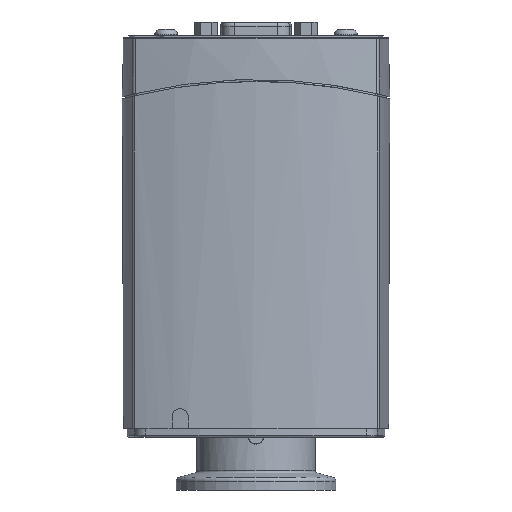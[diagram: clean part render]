
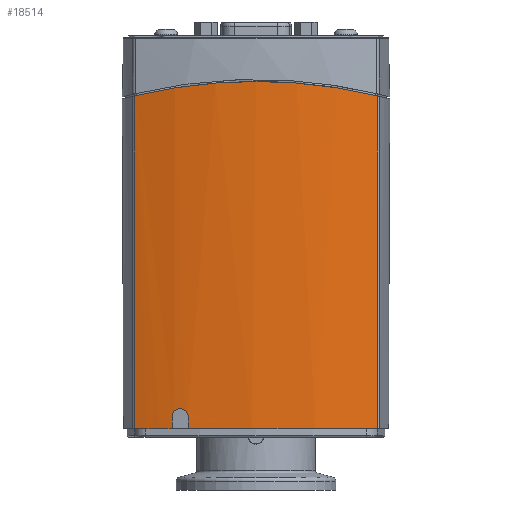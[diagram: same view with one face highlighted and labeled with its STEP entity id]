
A CAD part, front view. The second image highlights one B-rep face of the part: STEP entity #18514.
In plain terms, the highlighted cylindrical face has radius 100 mm (diameter 200 mm), a partial arc.
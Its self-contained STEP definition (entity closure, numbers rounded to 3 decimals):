
#2439=FACE_OUTER_BOUND('',#3367,.T.);
#3367=EDGE_LOOP('',(#14709,#14710,#14711,#14712,#14713,#14714,#14715,#14716,
#14717));
#3740=B_SPLINE_CURVE_WITH_KNOTS('',3,(#29822,#29823,#29824,#29825,#29826,
#29827,#29828,#29829,#29830,#29831,#29832,#29833,#29834,#29835,#29836,#29837,
#29838,#29839),.UNSPECIFIED.,.F.,.F.,(4,2,2,2,2,2,2,2,4),(0.,0.075,
0.151,0.227,0.304,0.381,
0.457,0.533,0.608),.UNSPECIFIED.);
#3741=B_SPLINE_CURVE_WITH_KNOTS('',3,(#29844,#29845,#29846,#29847,#29848,
#29849),.UNSPECIFIED.,.F.,.F.,(4,2,4),(3.287,4.714,
6.285),.UNSPECIFIED.);
#3742=B_SPLINE_CURVE_WITH_KNOTS('',3,(#29850,#29851,#29852,#29853,#29854,
#29855),.UNSPECIFIED.,.F.,.F.,(4,2,4),(6.285,7.856,
9.283),.UNSPECIFIED.);
#4977=LINE('',#29746,#6445);
#4978=LINE('',#29761,#6446);
#4982=LINE('',#29820,#6450);
#4983=LINE('',#29841,#6451);
#6445=VECTOR('',#23738,10.);
#6446=VECTOR('',#23741,10.);
#6450=VECTOR('',#23761,10.);
#6451=VECTOR('',#23762,10.);
#7145=CIRCLE('',#19862,100.);
#7146=CIRCLE('',#19863,100.);
#8555=VERTEX_POINT('',#29733);
#8556=VERTEX_POINT('',#29744);
#8558=VERTEX_POINT('',#29749);
#8559=VERTEX_POINT('',#29760);
#8567=VERTEX_POINT('',#29818);
#8568=VERTEX_POINT('',#29819);
#8569=VERTEX_POINT('',#29821);
#8570=VERTEX_POINT('',#29840);
#8571=VERTEX_POINT('',#29843);
#10700=EDGE_CURVE('',#8556,#8555,#4977,.T.);
#10702=EDGE_CURVE('',#8558,#8559,#4978,.T.);
#10715=EDGE_CURVE('',#8567,#8568,#4982,.T.);
#10716=EDGE_CURVE('',#8568,#8569,#3740,.T.);
#10717=EDGE_CURVE('',#8569,#8570,#4983,.T.);
#10718=EDGE_CURVE('',#8570,#8559,#7145,.T.);
#10719=EDGE_CURVE('',#8558,#8571,#3741,.T.);
#10720=EDGE_CURVE('',#8571,#8555,#3742,.T.);
#10721=EDGE_CURVE('',#8556,#8567,#7146,.T.);
#14709=ORIENTED_EDGE('',*,*,#10715,.T.);
#14710=ORIENTED_EDGE('',*,*,#10716,.T.);
#14711=ORIENTED_EDGE('',*,*,#10717,.T.);
#14712=ORIENTED_EDGE('',*,*,#10718,.T.);
#14713=ORIENTED_EDGE('',*,*,#10702,.F.);
#14714=ORIENTED_EDGE('',*,*,#10719,.T.);
#14715=ORIENTED_EDGE('',*,*,#10720,.T.);
#14716=ORIENTED_EDGE('',*,*,#10700,.F.);
#14717=ORIENTED_EDGE('',*,*,#10721,.T.);
#15899=CYLINDRICAL_SURFACE('',#19861,100.);
#18514=ADVANCED_FACE('',(#2439),#15899,.T.);
#19861=AXIS2_PLACEMENT_3D('',#29817,#23759,#23760);
#19862=AXIS2_PLACEMENT_3D('',#29842,#23763,#23764);
#19863=AXIS2_PLACEMENT_3D('',#29856,#23765,#23766);
#23738=DIRECTION('',(0.,0.,1.));
#23741=DIRECTION('',(0.,0.,-1.));
#23759=DIRECTION('center_axis',(0.,0.,
1.));
#23760=DIRECTION('ref_axis',(-0.308,-0.951,0.));
#23761=DIRECTION('',(0.,0.,1.));
#23762=DIRECTION('',(0.,0.,-1.));
#23763=DIRECTION('center_axis',(0.,0.,
1.));
#23764=DIRECTION('ref_axis',(-0.308,-0.951,0.));
#23765=DIRECTION('center_axis',(0.,0.,
1.));
#23766=DIRECTION('ref_axis',(-0.308,-0.951,0.));
#29733=CARTESIAN_POINT('',(-30.462,-23.247,83.381));
#29744=CARTESIAN_POINT('',(-30.462,-23.247,0.));
#29746=CARTESIAN_POINT('',(-30.462,-23.247,0.));
#29749=CARTESIAN_POINT('',(30.462,-23.247,83.381));
#29760=CARTESIAN_POINT('',(30.462,-23.247,0.));
#29761=CARTESIAN_POINT('',(30.462,-23.247,0.));
#29817=CARTESIAN_POINT('Origin',(0.,72.,0.));
#29818=CARTESIAN_POINT('',(-21.,-25.77,0.));
#29819=CARTESIAN_POINT('',(-21.,-25.77,3.));
#29820=CARTESIAN_POINT('',(-21.,-25.77,0.));
#29821=CARTESIAN_POINT('',(-17.,-26.544,3.));
#29822=CARTESIAN_POINT('Ctrl Pts',(-21.,-25.77,
3.));
#29823=CARTESIAN_POINT('Ctrl Pts',(-21.,-25.77,
3.251));
#29824=CARTESIAN_POINT('Ctrl Pts',(-20.95,-25.781,
3.518));
#29825=CARTESIAN_POINT('Ctrl Pts',(-20.747,-25.824,
4.009));
#29826=CARTESIAN_POINT('Ctrl Pts',(-20.595,-25.856,
4.232));
#29827=CARTESIAN_POINT('Ctrl Pts',(-20.241,-25.93,
4.589));
#29828=CARTESIAN_POINT('Ctrl Pts',(-20.015,-25.977,
4.744));
#29829=CARTESIAN_POINT('Ctrl Pts',(-19.52,-26.077,
4.95));
#29830=CARTESIAN_POINT('Ctrl Pts',(-19.252,-26.13,
5.));
#29831=CARTESIAN_POINT('Ctrl Pts',(-18.75,-26.227,5.));
#29832=CARTESIAN_POINT('Ctrl Pts',(-18.483,-26.277,
4.95));
#29833=CARTESIAN_POINT('Ctrl Pts',(-17.99,-26.369,
4.747));
#29834=CARTESIAN_POINT('Ctrl Pts',(-17.764,-26.41,
4.593));
#29835=CARTESIAN_POINT('Ctrl Pts',(-17.409,-26.473,
4.237));
#29836=CARTESIAN_POINT('Ctrl Pts',(-17.255,-26.5,
4.013));
#29837=CARTESIAN_POINT('Ctrl Pts',(-17.051,-26.536,3.52));
#29838=CARTESIAN_POINT('Ctrl Pts',(-17.,-26.544,
3.252));
#29839=CARTESIAN_POINT('Ctrl Pts',(-17.,-26.544,
3.));
#29840=CARTESIAN_POINT('',(-17.,-26.544,0.));
#29841=CARTESIAN_POINT('',(-17.,-26.544,0.));
#29842=CARTESIAN_POINT('Origin',(0.,72.,0.));
#29843=CARTESIAN_POINT('',(0.,-28.,87.));
#29844=CARTESIAN_POINT('Ctrl Pts',(30.462,-23.247,83.381));
#29845=CARTESIAN_POINT('Ctrl Pts',(25.756,-24.752,84.515));
#29846=CARTESIAN_POINT('Ctrl Pts',(20.898,-25.917,85.404));
#29847=CARTESIAN_POINT('Ctrl Pts',(10.641,-27.581,86.677));
#29848=CARTESIAN_POINT('Ctrl Pts',(5.238,-28.,87.));
#29849=CARTESIAN_POINT('Ctrl Pts',(0.,-28.,87.));
#29850=CARTESIAN_POINT('Ctrl Pts',(0.,-28.,87.));
#29851=CARTESIAN_POINT('Ctrl Pts',(-5.238,-28.,
87.));
#29852=CARTESIAN_POINT('Ctrl Pts',(-10.641,-27.581,86.677));
#29853=CARTESIAN_POINT('Ctrl Pts',(-20.898,-25.917,
85.404));
#29854=CARTESIAN_POINT('Ctrl Pts',(-25.756,-24.752,
84.515));
#29855=CARTESIAN_POINT('Ctrl Pts',(-30.462,-23.247,
83.381));
#29856=CARTESIAN_POINT('Origin',(0.,72.,0.));
